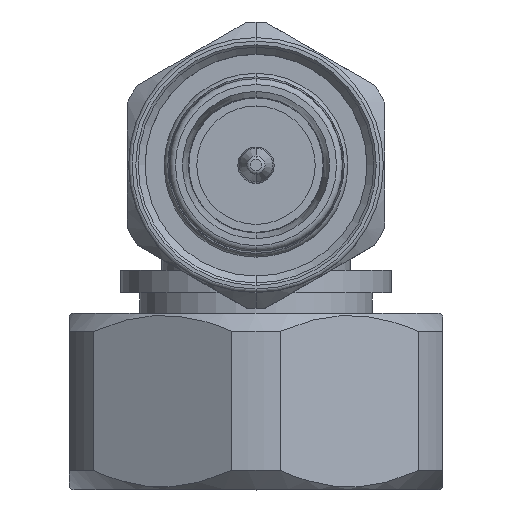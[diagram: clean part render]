
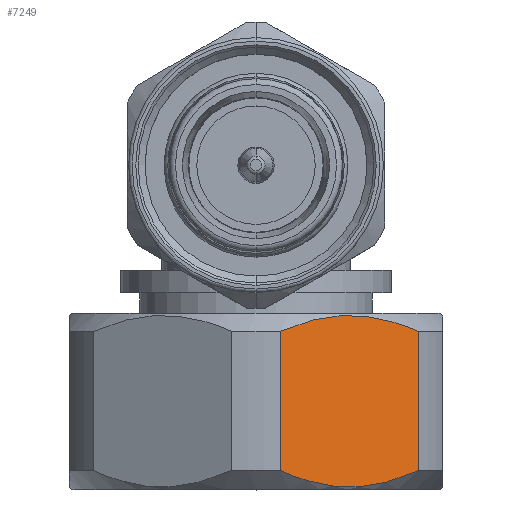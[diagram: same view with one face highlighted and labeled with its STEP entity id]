
A CAD part, top view. The second image highlights one B-rep face of the part: STEP entity #7249.
In plain terms, the highlighted face is planar.
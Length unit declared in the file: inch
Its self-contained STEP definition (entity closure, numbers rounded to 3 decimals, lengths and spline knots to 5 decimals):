
#17 = LINE ( 'NONE', #5361, #338 ) ;
#83 = CARTESIAN_POINT ( 'NONE',  ( 0.31399, -0.67979, -0.0824 ) ) ;
#188 = ORIENTED_EDGE ( 'NONE', *, *, #8729, .F. ) ;
#338 = VECTOR ( 'NONE', #5308, 39.37008 ) ;
#411 = DIRECTION ( 'NONE',  ( 0., -0.866, -0.5 ) ) ;
#500 = CARTESIAN_POINT ( 'NONE',  ( -1.0613, -0.57854, -0.25779 ) ) ;
#543 = EDGE_CURVE ( 'NONE', #5453, #10107, #2915, .T. ) ;
#608 = CARTESIAN_POINT ( 'NONE',  ( -0.50065, -0.4778, -0.4323 ) ) ;
#628 = CARTESIAN_POINT ( 'NONE',  ( -1.05973, -0.58559, -0.24558 ) ) ;
#657 = ORIENTED_EDGE ( 'NONE', *, *, #5315, .F. ) ;
#773 = CARTESIAN_POINT ( 'NONE',  ( -1.05958, -0.50522, -0.38478 ) ) ;
#787 = CARTESIAN_POINT ( 'NONE',  ( -0.51422, -0.64112, -0.14938 ) ) ;
#828 = CARTESIAN_POINT ( 'NONE',  ( -1.04855, -0.47426, -0.4384 ) ) ;
#888 = VERTEX_POINT ( 'NONE', #3039 ) ;
#1385 = CARTESIAN_POINT ( 'NONE',  ( -1.02675, -0.65738, -0.12122 ) ) ;
#1481 = CARTESIAN_POINT ( 'NONE',  ( -0.49976, -0.48, -0.4285 ) ) ;
#1613 = CARTESIAN_POINT ( 'NONE',  ( -1.06449, -0.53396, -0.335 ) ) ;
#1641 = CARTESIAN_POINT ( 'NONE',  ( -1.05718, -0.49676, -0.39943 ) ) ;
#1656 = CARTESIAN_POINT ( 'NONE',  ( -0.497, -0.48717, -0.41607 ) ) ;
#1967 = VERTEX_POINT ( 'NONE', #4732 ) ;
#2285 = CARTESIAN_POINT ( 'NONE',  ( -1.00879, -0.41126, -0.54752 ) ) ;
#2346 = CARTESIAN_POINT ( 'NONE',  ( -0.5112, -0.63565, -0.15884 ) ) ;
#2475 = CARTESIAN_POINT ( 'NONE',  ( -0.49249, -0.59091, -0.23633 ) ) ;
#2522 = CARTESIAN_POINT ( 'NONE',  ( -0.49608, -0.60232, -0.2166 ) ) ;
#2629 = CARTESIAN_POINT ( 'NONE',  ( -1.05438, -0.4883, -0.41409 ) ) ;
#2915 = B_SPLINE_CURVE_WITH_KNOTS ( 'NONE', 3,
 ( #7037, #3487, #6056, #10534, #5242, #4315, #9602, #8790, #828, #4367, #7905, #10603, #2629, #1641, #5184, #773, #7855, #11429, #3435, #11404, #1613, #11340, #9346, #4290, #8467, #5981, #3413, #6731, #500, #628, #6954, #3287, #4978, #10509, #5854, #7763, #5801, #7707, #1385, #7829 ),
 .UNSPECIFIED., .F., .F.,
 ( 4, 2, 2, 1, 1, 2, 2, 2, 1, 2, 2, 2, 2, 2, 1, 2, 2, 2, 1, 1, 2, 2, 4 ),
 ( 0., 0.125, 0.1875, 0.21875, 0.23437, 0.24219, 0.25, 0.3125, 0.34375, 0.35937, 0.375, 0.4375, 0.5, 0.5625, 0.59375, 0.60937, 0.625, 0.6875, 0.71875, 0.73437, 0.74219, 0.75, 1. ),
 .UNSPECIFIED. ) ;
#2919 = EDGE_LOOP ( 'NONE', ( #5244, #6051, #657, #188 ) ) ;
#3039 = CARTESIAN_POINT ( 'NONE',  ( -0.54023, -0.41126, -0.54752 ) ) ;
#3272 = CARTESIAN_POINT ( 'NONE',  ( -0.54023, -0.41126, -0.54752 ) ) ;
#3287 = CARTESIAN_POINT ( 'NONE',  ( -1.05541, -0.59966, -0.2212 ) ) ;
#3413 = CARTESIAN_POINT ( 'NONE',  ( -1.06216, -0.57419, -0.26532 ) ) ;
#3435 = CARTESIAN_POINT ( 'NONE',  ( -1.06222, -0.51665, -0.36498 ) ) ;
#3448 = CARTESIAN_POINT ( 'NONE',  ( -0.49285, -0.5, -0.39383 ) ) ;
#3487 = CARTESIAN_POINT ( 'NONE',  ( -1.01773, -0.42241, -0.5282 ) ) ;
#3547 = VECTOR ( 'NONE', #3691, 39.37008 ) ;
#3691 = DIRECTION ( 'NONE',  ( 1., 0., 0. ) ) ;
#3838 = FACE_OUTER_BOUND ( 'NONE', #2919, .T. ) ;
#3960 = EDGE_CURVE ( 'NONE', #10107, #1967, #7998, .T. ) ;
#4152 = CARTESIAN_POINT ( 'NONE',  ( -0.50704, -0.62748, -0.17301 ) ) ;
#4290 = CARTESIAN_POINT ( 'NONE',  ( -1.0645, -0.55697, -0.29513 ) ) ;
#4315 = CARTESIAN_POINT ( 'NONE',  ( -1.04333, -0.4634, -0.45721 ) ) ;
#4329 = CARTESIAN_POINT ( 'NONE',  ( -0.48801, -0.56817, -0.27571 ) ) ;
#4367 = CARTESIAN_POINT ( 'NONE',  ( -1.04916, -0.47561, -0.43605 ) ) ;
#4371 = CARTESIAN_POINT ( 'NONE',  ( -1.00879, -0.67979, -0.0824 ) ) ;
#4382 = CARTESIAN_POINT ( 'NONE',  ( -0.50291, -0.61863, -0.18835 ) ) ;
#4732 = CARTESIAN_POINT ( 'NONE',  ( -0.54023, -0.67979, -0.0824 ) ) ;
#4978 = CARTESIAN_POINT ( 'NONE',  ( -1.05391, -0.60389, -0.21387 ) ) ;
#5136 = CARTESIAN_POINT ( 'NONE',  ( -0.48652, -0.55107, -0.30536 ) ) ;
#5184 = CARTESIAN_POINT ( 'NONE',  ( -1.05846, -0.50099, -0.3921 ) ) ;
#5242 = CARTESIAN_POINT ( 'NONE',  ( -1.039, -0.45524, -0.47133 ) ) ;
#5244 = ORIENTED_EDGE ( 'NONE', *, *, #3960, .F. ) ;
#5308 = DIRECTION ( 'NONE',  ( -1., 0., 0. ) ) ;
#5315 = EDGE_CURVE ( 'NONE', #888, #5453, #17, .T. ) ;
#5361 = CARTESIAN_POINT ( 'NONE',  ( 0.31399, -0.41126, -0.54752 ) ) ;
#5453 = VERTEX_POINT ( 'NONE', #2285 ) ;
#5589 = CARTESIAN_POINT ( 'NONE',  ( -0.29262, -0.36369, -0.62992 ) ) ;
#5801 = CARTESIAN_POINT ( 'NONE',  ( -1.05018, -0.6131, -0.19792 ) ) ;
#5854 = CARTESIAN_POINT ( 'NONE',  ( -1.05108, -0.61096, -0.20164 ) ) ;
#5891 = CARTESIAN_POINT ( 'NONE',  ( -0.50203, -0.61659, -0.19189 ) ) ;
#5981 = CARTESIAN_POINT ( 'NONE',  ( -1.06294, -0.56988, -0.27278 ) ) ;
#6015 = CARTESIAN_POINT ( 'NONE',  ( -0.49135, -0.50567, -0.38399 ) ) ;
#6051 = ORIENTED_EDGE ( 'NONE', *, *, #543, .F. ) ;
#6056 = CARTESIAN_POINT ( 'NONE',  ( -1.02561, -0.43341, -0.50914 ) ) ;
#6066 = CARTESIAN_POINT ( 'NONE',  ( -0.48654, -0.53398, -0.33497 ) ) ;
#6731 = CARTESIAN_POINT ( 'NONE',  ( -1.0616, -0.57707, -0.26034 ) ) ;
#6883 = CARTESIAN_POINT ( 'NONE',  ( -0.50118, -0.61458, -0.19535 ) ) ;
#6954 = CARTESIAN_POINT ( 'NONE',  ( -1.05818, -0.59121, -0.23584 ) ) ;
#7037 = CARTESIAN_POINT ( 'NONE',  ( -1.00879, -0.41126, -0.54752 ) ) ;
#7249 = ADVANCED_FACE ( 'NONE', ( #3838 ), #7375, .T. ) ;
#7375 = PLANE ( 'NONE',  #11148 ) ;
#7689 = CARTESIAN_POINT ( 'NONE',  ( -0.48682, -0.5568, -0.29543 ) ) ;
#7707 = CARTESIAN_POINT ( 'NONE',  ( -1.04044, -0.6356, -0.15895 ) ) ;
#7763 = CARTESIAN_POINT ( 'NONE',  ( -1.05049, -0.61237, -0.19919 ) ) ;
#7810 = CARTESIAN_POINT ( 'NONE',  ( -0.54023, -0.67979, -0.0824 ) ) ;
#7829 = CARTESIAN_POINT ( 'NONE',  ( -1.00879, -0.67979, -0.0824 ) ) ;
#7855 = CARTESIAN_POINT ( 'NONE',  ( -1.06028, -0.50804, -0.3799 ) ) ;
#7869 = CARTESIAN_POINT ( 'NONE',  ( -0.4989, -0.48216, -0.42476 ) ) ;
#7905 = CARTESIAN_POINT ( 'NONE',  ( -1.04944, -0.47626, -0.43493 ) ) ;
#7998 = LINE ( 'NONE', #83, #3547 ) ;
#8467 = CARTESIAN_POINT ( 'NONE',  ( -1.06354, -0.56558, -0.28024 ) ) ;
#8571 = CARTESIAN_POINT ( 'NONE',  ( -0.50034, -0.47856, -0.43099 ) ) ;
#8678 = CARTESIAN_POINT ( 'NONE',  ( -0.49554, -0.49145, -0.40864 ) ) ;
#8729 = EDGE_CURVE ( 'NONE', #1967, #888, #10159, .T. ) ;
#8745 = CARTESIAN_POINT ( 'NONE',  ( -0.52406, -0.65756, -0.1209 ) ) ;
#8790 = CARTESIAN_POINT ( 'NONE',  ( -1.04763, -0.47222, -0.44193 ) ) ;
#9137 = DIRECTION ( 'NONE',  ( 0., 0.5, -0.866 ) ) ;
#9346 = CARTESIAN_POINT ( 'NONE',  ( -1.06482, -0.55125, -0.30506 ) ) ;
#9439 = CARTESIAN_POINT ( 'NONE',  ( -0.50145, -0.61522, -0.19424 ) ) ;
#9602 = CARTESIAN_POINT ( 'NONE',  ( -1.04539, -0.46747, -0.45016 ) ) ;
#9612 = CARTESIAN_POINT ( 'NONE',  ( -0.52308, -0.43359, -0.50884 ) ) ;
#10107 = VERTEX_POINT ( 'NONE', #4371 ) ;
#10159 = B_SPLINE_CURVE_WITH_KNOTS ( 'NONE', 3,
 ( #7810, #10492, #8745, #787, #2346, #4152, #11442, #4382, #5891, #9439, #6883, #2522, #2475, #11320, #4329, #7689, #5136, #6066, #11385, #6015, #3448, #8678, #1656, #7869, #1481, #8571, #608, #11262, #9612, #3272 ),
 .UNSPECIFIED., .F., .F.,
 ( 4, 2, 2, 1, 1, 2, 2, 2, 2, 2, 2, 2, 1, 1, 2, 2, 4 ),
 ( 0., 0.125, 0.1875, 0.21875, 0.23437, 0.24219, 0.25, 0.375, 0.4375, 0.5, 0.625, 0.6875, 0.71875, 0.73437, 0.74219, 0.75, 1. ),
 .UNSPECIFIED. ) ;
#10492 = CARTESIAN_POINT ( 'NONE',  ( -0.53164, -0.6686, -0.10179 ) ) ;
#10509 = CARTESIAN_POINT ( 'NONE',  ( -1.05196, -0.60883, -0.20531 ) ) ;
#10534 = CARTESIAN_POINT ( 'NONE',  ( -1.03585, -0.4498, -0.48076 ) ) ;
#10603 = CARTESIAN_POINT ( 'NONE',  ( -1.05222, -0.48265, -0.42387 ) ) ;
#11148 = AXIS2_PLACEMENT_3D ( 'NONE', #5589, #411, #9137 ) ;
#11262 = CARTESIAN_POINT ( 'NONE',  ( -0.50998, -0.45534, -0.47121 ) ) ;
#11320 = CARTESIAN_POINT ( 'NONE',  ( -0.4889, -0.57385, -0.26587 ) ) ;
#11340 = CARTESIAN_POINT ( 'NONE',  ( -1.06482, -0.53977, -0.32494 ) ) ;
#11385 = CARTESIAN_POINT ( 'NONE',  ( -0.48775, -0.52267, -0.35454 ) ) ;
#11404 = CARTESIAN_POINT ( 'NONE',  ( -1.0632, -0.52242, -0.35498 ) ) ;
#11429 = CARTESIAN_POINT ( 'NONE',  ( -1.06061, -0.50941, -0.37752 ) ) ;
#11442 = CARTESIAN_POINT ( 'NONE',  ( -0.50506, -0.62339, -0.18009 ) ) ;
